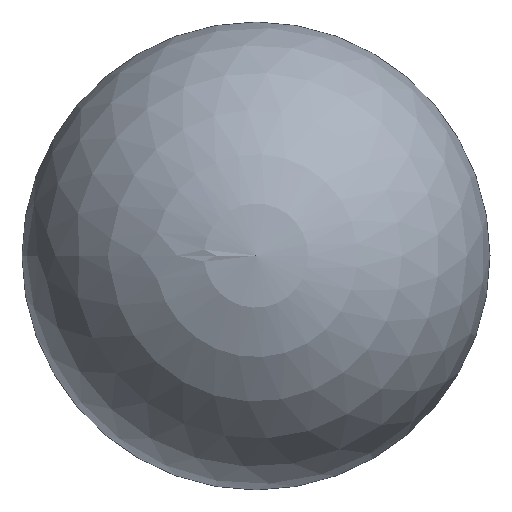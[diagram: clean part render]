
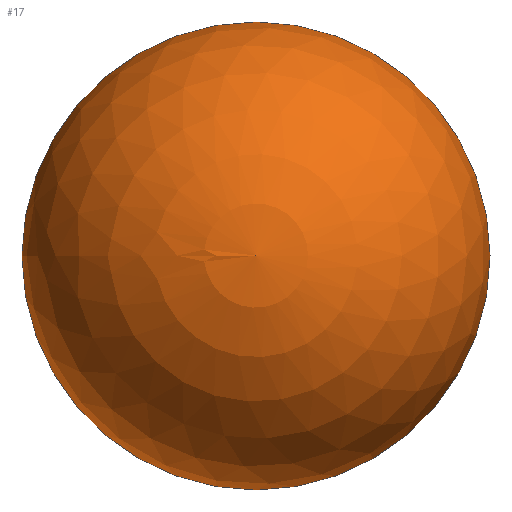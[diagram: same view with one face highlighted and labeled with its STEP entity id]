
A CAD part, top view. The second image highlights one B-rep face of the part: STEP entity #17.
In plain terms, the highlighted spherical face has radius 12.5 mm.
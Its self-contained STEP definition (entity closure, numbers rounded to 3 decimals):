
#1 = DIRECTION ( 'NONE',  ( -1., 0., 0. ) ) ;
#3 = CARTESIAN_POINT ( 'NONE',  ( 0., 0., 0. ) ) ;
#5 = ORIENTED_EDGE ( 'NONE', *, *, #20, .T. ) ;
#6 = CARTESIAN_POINT ( 'NONE',  ( 0., -12.5, 0. ) ) ;
#17 = ADVANCED_FACE ( 'NONE', ( #67 ), #79, .T. ) ;
#18 = CIRCLE ( 'NONE', #78, 12.5 ) ;
#20 = EDGE_CURVE ( 'NONE', #26, #47, #50, .T. ) ;
#26 = VERTEX_POINT ( 'NONE', #68 ) ;
#27 = DIRECTION ( 'NONE',  ( -1., 0., 0. ) ) ;
#33 = DIRECTION ( 'NONE',  ( 0., 0., 1. ) ) ;
#35 = EDGE_LOOP ( 'NONE', ( #69, #5 ) ) ;
#36 = CARTESIAN_POINT ( 'NONE',  ( 0., 0., 0. ) ) ;
#42 = AXIS2_PLACEMENT_3D ( 'NONE', #3, #33, #57 ) ;
#46 = DIRECTION ( 'NONE',  ( 0., 0., -1. ) ) ;
#47 = VERTEX_POINT ( 'NONE', #6 ) ;
#50 = CIRCLE ( 'NONE', #42, 12.5 ) ;
#56 = CARTESIAN_POINT ( 'NONE',  ( 0., 0., 0. ) ) ;
#57 = DIRECTION ( 'NONE',  ( 1., 0., 0. ) ) ;
#63 = DIRECTION ( 'NONE',  ( 0., 0., -1. ) ) ;
#64 = AXIS2_PLACEMENT_3D ( 'NONE', #56, #46, #27 ) ;
#67 = FACE_OUTER_BOUND ( 'NONE', #35, .T. ) ;
#68 = CARTESIAN_POINT ( 'NONE',  ( 0., 12.5, 0. ) ) ;
#69 = ORIENTED_EDGE ( 'NONE', *, *, #75, .F. ) ;
#75 = EDGE_CURVE ( 'NONE', #26, #47, #18, .T. ) ;
#78 = AXIS2_PLACEMENT_3D ( 'NONE', #36, #63, #1 ) ;
#79 = SPHERICAL_SURFACE ( 'NONE', #64, 12.5 ) ;
